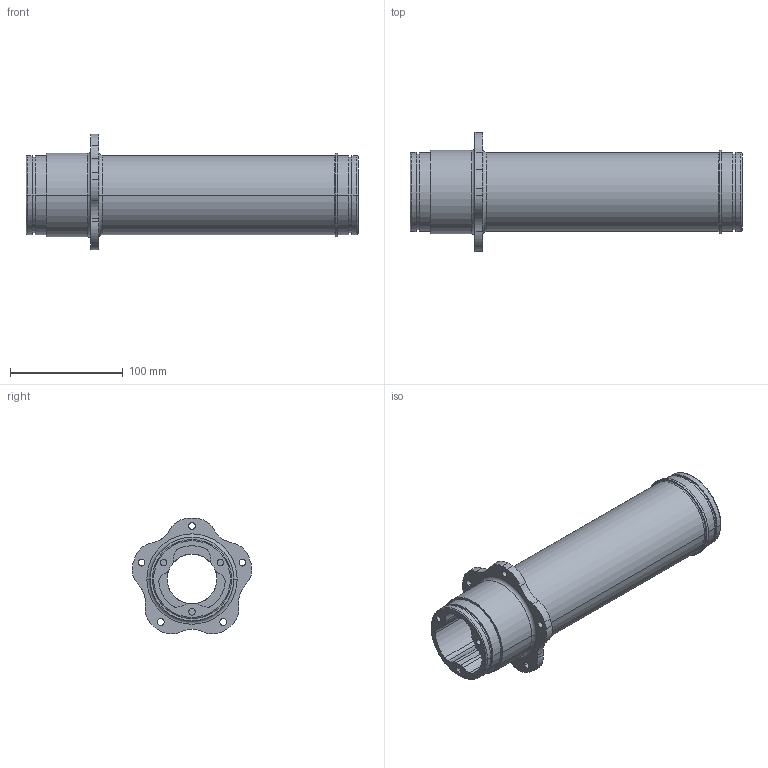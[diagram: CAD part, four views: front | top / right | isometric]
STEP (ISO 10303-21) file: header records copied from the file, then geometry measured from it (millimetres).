
FILE_DESCRIPTION(('CATIA V5 STEP Exchange'),'2;1');
FILE_NAME('Spool QTY1 AL.stp','2019-12-28T15:03:48+00:00',('none'),('none'),'CATIA Version 5 Release 21 GA (IN-10)','CATIA V5 STEP AP203','none');
FILE_SCHEMA(('CONFIG_CONTROL_DESIGN'));
Length unit declared in the file: millimetre
Products named in the file (1): Part1
Bounding box: 294 x 105.67 x 102.6 mm (x, y, z)
Volume: 362797.1 mm3; surface area: 144657.9 mm2
Topology: 1 solids, 1 shells, 153 faces, 390 edges, 256 vertices
Faces by surface type: cylinder 118, plane 25, torus 10
Entity records: 4214 total; most frequent: ORIENTED_EDGE 780, CARTESIAN_POINT 728, DIRECTION 552, EDGE_CURVE 390, AXIS2_PLACEMENT_3D 351, CIRCLE 269, VERTEX_POINT 256, EDGE_LOOP 182
